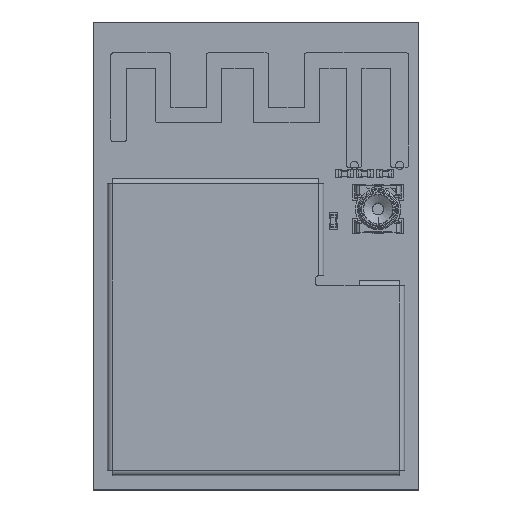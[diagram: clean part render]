
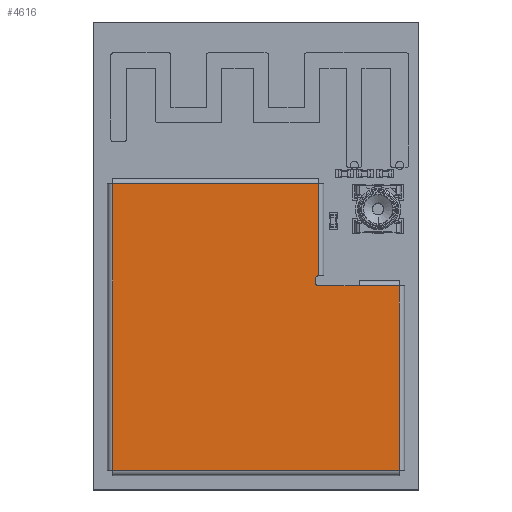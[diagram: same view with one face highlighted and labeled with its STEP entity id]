
A CAD part, top view. The second image highlights one B-rep face of the part: STEP entity #4616.
In plain terms, the highlighted face is planar.
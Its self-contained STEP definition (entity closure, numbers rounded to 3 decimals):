
#187 = CARTESIAN_POINT ( 'NONE',  ( 0., 0., 0. ) ) ;
#1716 = CARTESIAN_POINT ( 'NONE',  ( 2.925, 0., 2.375 ) ) ;
#2056 = AXIS2_PLACEMENT_3D ( 'NONE', #31467, #37198, #9999 ) ;
#2191 = VECTOR ( 'NONE', #4249, 1000. ) ;
#3542 = CARTESIAN_POINT ( 'NONE',  ( 7.05, 0., 2.275 ) ) ;
#3874 = LINE ( 'NONE', #38798, #54407 ) ;
#3926 = DIRECTION ( 'NONE',  ( 0., 0., -1. ) ) ;
#4249 = DIRECTION ( 'NONE',  ( 1., 0., 0. ) ) ;
#4616 = ADVANCED_FACE ( 'NONE', ( #62058 ), #12536, .T. ) ;
#5977 = ORIENTED_EDGE ( 'NONE', *, *, #10201, .T. ) ;
#6318 = VERTEX_POINT ( 'NONE', #79806 ) ;
#6826 = DIRECTION ( 'NONE',  ( 0., 0., -1. ) ) ;
#7283 = ORIENTED_EDGE ( 'NONE', *, *, #51904, .F. ) ;
#8194 = VERTEX_POINT ( 'NONE', #86869 ) ;
#9999 = DIRECTION ( 'NONE',  ( 0., 0., -1. ) ) ;
#10201 = EDGE_CURVE ( 'NONE', #26181, #27194, #27415, .T. ) ;
#10540 = DIRECTION ( 'NONE',  ( 0., 0., -1. ) ) ;
#12536 = PLANE ( 'NONE',  #87009 ) ;
#14309 = CARTESIAN_POINT ( 'NONE',  ( 3.325, 0., 2.025 ) ) ;
#16988 = LINE ( 'NONE', #78404, #2191 ) ;
#17957 = CIRCLE ( 'NONE', #2056, 0.15 ) ;
#18306 = VERTEX_POINT ( 'NONE', #1716 ) ;
#18533 = DIRECTION ( 'NONE',  ( 0., 0., 1. ) ) ;
#19806 = VERTEX_POINT ( 'NONE', #25039 ) ;
#21535 = DIRECTION ( 'NONE',  ( -1., 0., 0. ) ) ;
#22944 = EDGE_CURVE ( 'NONE', #45674, #18306, #32048, .T. ) ;
#25039 = CARTESIAN_POINT ( 'NONE',  ( 3.075, 0., 2.025 ) ) ;
#26061 = VECTOR ( 'NONE', #18533, 1000. ) ;
#26181 = VERTEX_POINT ( 'NONE', #48908 ) ;
#27194 = VERTEX_POINT ( 'NONE', #67309 ) ;
#27415 = LINE ( 'NONE', #14309, #58032 ) ;
#31467 = CARTESIAN_POINT ( 'NONE',  ( 3.075, 0., 2.175 ) ) ;
#32048 = CIRCLE ( 'NONE', #80058, 0.15 ) ;
#37198 = DIRECTION ( 'NONE',  ( 0., -1., 0. ) ) ;
#38387 = DIRECTION ( 'NONE',  ( 0., -1., 0. ) ) ;
#38798 = CARTESIAN_POINT ( 'NONE',  ( 3.075, 0., 2.025 ) ) ;
#40183 = DIRECTION ( 'NONE',  ( 0., 0., -1. ) ) ;
#40592 = LINE ( 'NONE', #75663, #67317 ) ;
#40895 = VERTEX_POINT ( 'NONE', #68878 ) ;
#41080 = DIRECTION ( 'NONE',  ( 0., -1., 0. ) ) ;
#41157 = CARTESIAN_POINT ( 'NONE',  ( 3.075, 0., 7.05 ) ) ;
#41221 = EDGE_CURVE ( 'NONE', #8194, #46583, #16988, .T. ) ;
#43714 = LINE ( 'NONE', #71012, #57238 ) ;
#45390 = ORIENTED_EDGE ( 'NONE', *, *, #47834, .T. ) ;
#45560 = VECTOR ( 'NONE', #73817, 1000. ) ;
#45674 = VERTEX_POINT ( 'NONE', #84383 ) ;
#45741 = VERTEX_POINT ( 'NONE', #41157 ) ;
#46583 = VERTEX_POINT ( 'NONE', #81302 ) ;
#47834 = EDGE_CURVE ( 'NONE', #6318, #8194, #75077, .T. ) ;
#48908 = CARTESIAN_POINT ( 'NONE',  ( 7.05, 0., 2.025 ) ) ;
#50648 = EDGE_CURVE ( 'NONE', #45741, #6318, #80654, .T. ) ;
#50651 = EDGE_CURVE ( 'NONE', #40895, #19806, #17957, .T. ) ;
#51904 = EDGE_CURVE ( 'NONE', #19806, #27194, #3874, .T. ) ;
#53167 = EDGE_CURVE ( 'NONE', #18306, #40895, #43714, .T. ) ;
#53495 = CARTESIAN_POINT ( 'NONE',  ( 3.075, 0., 2.375 ) ) ;
#53537 = ORIENTED_EDGE ( 'NONE', *, *, #88688, .T. ) ;
#54407 = VECTOR ( 'NONE', #58918, 1000. ) ;
#57238 = VECTOR ( 'NONE', #10540, 1000. ) ;
#58032 = VECTOR ( 'NONE', #21535, 1000. ) ;
#58918 = DIRECTION ( 'NONE',  ( 1., 0., 0. ) ) ;
#62058 = FACE_OUTER_BOUND ( 'NONE', #82070, .T. ) ;
#67309 = CARTESIAN_POINT ( 'NONE',  ( 5.075, 0., 2.025 ) ) ;
#67317 = VECTOR ( 'NONE', #83386, 1000. ) ;
#67503 = ORIENTED_EDGE ( 'NONE', *, *, #22944, .F. ) ;
#68878 = CARTESIAN_POINT ( 'NONE',  ( 2.925, 0., 2.175 ) ) ;
#71012 = CARTESIAN_POINT ( 'NONE',  ( 2.925, 0., 2.175 ) ) ;
#72277 = ORIENTED_EDGE ( 'NONE', *, *, #41221, .T. ) ;
#72907 = CARTESIAN_POINT ( 'NONE',  ( -7.3, 0., 7.05 ) ) ;
#73556 = LINE ( 'NONE', #3542, #26061 ) ;
#73817 = DIRECTION ( 'NONE',  ( -1., 0., 0. ) ) ;
#74621 = CARTESIAN_POINT ( 'NONE',  ( -7.05, 0., -7.3 ) ) ;
#75077 = LINE ( 'NONE', #74621, #84393 ) ;
#75663 = CARTESIAN_POINT ( 'NONE',  ( 3.075, 0., 7.3 ) ) ;
#76695 = EDGE_CURVE ( 'NONE', #45674, #45741, #40592, .T. ) ;
#78404 = CARTESIAN_POINT ( 'NONE',  ( 7.3, 0., -7.05 ) ) ;
#79748 = ORIENTED_EDGE ( 'NONE', *, *, #76695, .T. ) ;
#79806 = CARTESIAN_POINT ( 'NONE',  ( -7.05, 0., 7.05 ) ) ;
#80058 = AXIS2_PLACEMENT_3D ( 'NONE', #53495, #38387, #3926 ) ;
#80488 = ORIENTED_EDGE ( 'NONE', *, *, #50648, .T. ) ;
#80654 = LINE ( 'NONE', #72907, #45560 ) ;
#81244 = ORIENTED_EDGE ( 'NONE', *, *, #53167, .F. ) ;
#81302 = CARTESIAN_POINT ( 'NONE',  ( 7.05, 0., -7.05 ) ) ;
#82070 = EDGE_LOOP ( 'NONE', ( #67503, #79748, #80488, #45390, #72277, #53537, #5977, #7283, #86387, #81244 ) ) ;
#83386 = DIRECTION ( 'NONE',  ( 0., 0., 1. ) ) ;
#84383 = CARTESIAN_POINT ( 'NONE',  ( 3.075, 0., 2.525 ) ) ;
#84393 = VECTOR ( 'NONE', #6826, 1000. ) ;
#86387 = ORIENTED_EDGE ( 'NONE', *, *, #50651, .F. ) ;
#86869 = CARTESIAN_POINT ( 'NONE',  ( -7.05, 0., -7.05 ) ) ;
#87009 = AXIS2_PLACEMENT_3D ( 'NONE', #187, #41080, #40183 ) ;
#88688 = EDGE_CURVE ( 'NONE', #46583, #26181, #73556, .T. ) ;
